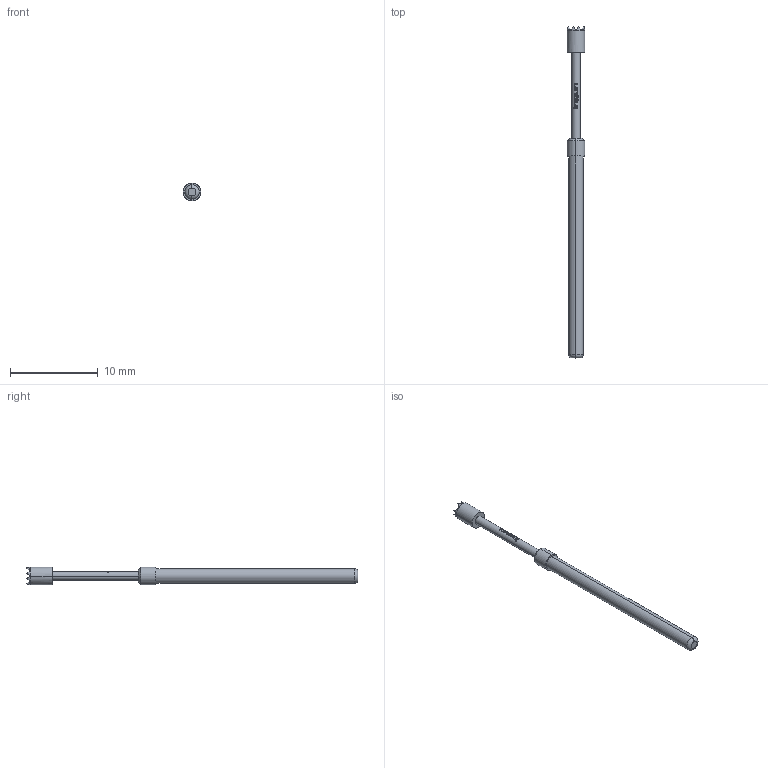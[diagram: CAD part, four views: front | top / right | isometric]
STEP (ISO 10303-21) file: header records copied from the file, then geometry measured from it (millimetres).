
FILE_DESCRIPTION (( 'STEP AP203' ), '1' );
FILE_NAME ('INGUN_GKS-412_206_200_R_xx02.STEP', '2020-09-14T12:59:17', ( '' ), ( '' ), 'SwSTEP 2.0', 'SolidWorks 2018', '' );
FILE_SCHEMA (( 'CONFIG_CONTROL_DESIGN' ));
Length unit declared in the file: millimetre
Products named in the file (1): INGUN_GKS-412_206_200_R_xx02
Bounding box: 2 x 37.8 x 2 mm (x, y, z)
Volume: 71.1 mm3; surface area: 193.5 mm2
Topology: 1 solids, 1 shells, 151 faces, 358 edges, 219 vertices
Faces by surface type: plane 97, bspline 22, cone 16, cylinder 14, torus 2
Entity records: 5271 total; most frequent: CARTESIAN_POINT 2301, ORIENTED_EDGE 716, DIRECTION 416, EDGE_CURVE 358, VERTEX_POINT 219, B_SPLINE_CURVE_WITH_KNOTS 186, AXIS2_PLACEMENT_3D 166, EDGE_LOOP 161
